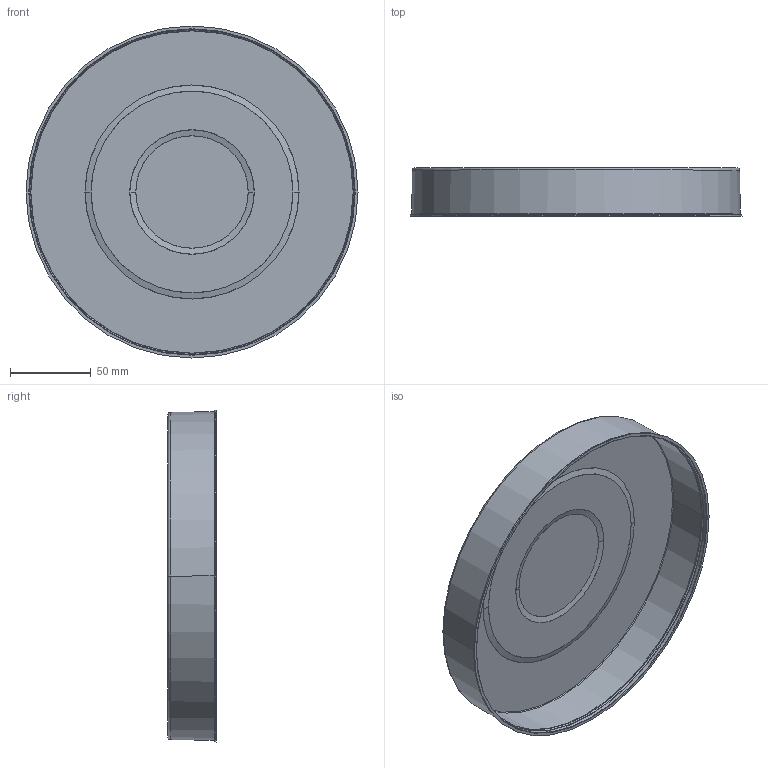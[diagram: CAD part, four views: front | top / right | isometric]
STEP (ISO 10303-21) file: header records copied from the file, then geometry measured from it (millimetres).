
FILE_DESCRIPTION (( 'STEP AP203' ), '1' );
FILE_NAME ('烂扰 060.01.001 青汶篪赅 200.STEP', '2024-09-13T06:36:43', ( '' ), ( '' ), 'SwSTEP 2.0', 'SolidWorks 2022', '' );
FILE_SCHEMA (( 'CONFIG_CONTROL_DESIGN' ));
Length unit declared in the file: millimetre
Products named in the file (1): АГИЕ 060.01.001 Заглушка 200
Bounding box: 206.01 x 30 x 206.01 mm (x, y, z)
Volume: 51722.6 mm3; surface area: 103180.3 mm2
Topology: 1 solids, 1 shells, 195 faces, 477 edges, 306 vertices
Faces by surface type: plane 96, bspline 45, torus 34, cone 16, cylinder 4
Entity records: 8100 total; most frequent: CARTESIAN_POINT 3648, ORIENTED_EDGE 954, DIRECTION 795, EDGE_CURVE 477, VERTEX_POINT 306, VECTOR 281, LINE 281, AXIS2_PLACEMENT_3D 257
